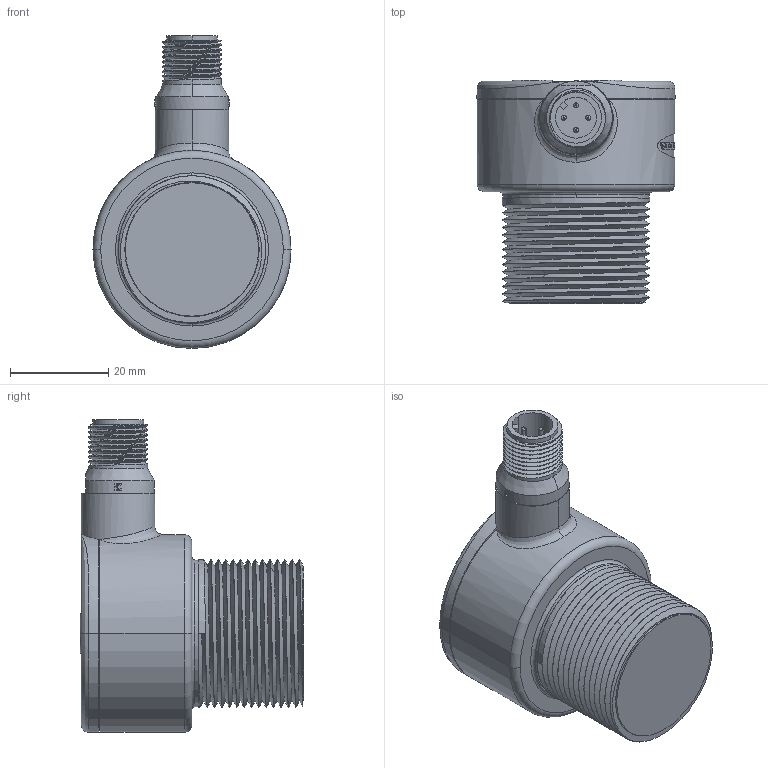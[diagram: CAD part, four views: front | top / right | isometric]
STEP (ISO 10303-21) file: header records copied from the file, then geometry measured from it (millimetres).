
FILE_DESCRIPTION((''),'2;1');
FILE_NAME('138420_SW','2008-09-24T',('banengservice'),('BANNER ENGINEERING'),'PRO/ENGINEER BY PARAMETRIC TECHNOLOGY CORPORATION, 2006170','PRO/ENGINEER BY PARAMETRIC TECHNOLOGY CORPORATION, 2006170','');
FILE_SCHEMA(('CONFIG_CONTROL_DESIGN'));
Length unit declared in the file: inch
Products named in the file (1): 138420_SW
Bounding box: 40.24 x 45.42 x 63.59 mm (x, y, z)
Volume: 18641.2 mm3; surface area: 22540.7 mm2
Topology: 1 solids, 2 shells, 663 faces, 1756 edges, 1148 vertices
Faces by surface type: cylinder 322, plane 254, bspline 32, cone 30, torus 22, extrusion 2, sphere 1
Entity records: 31940 total; most frequent: CARTESIAN_POINT 16052, ORIENTED_EDGE 3504, DIRECTION 3008, EDGE_CURVE 1752, VERTEX_POINT 1148, AXIS2_PLACEMENT_3D 1122, VECTOR 764, LINE 762
